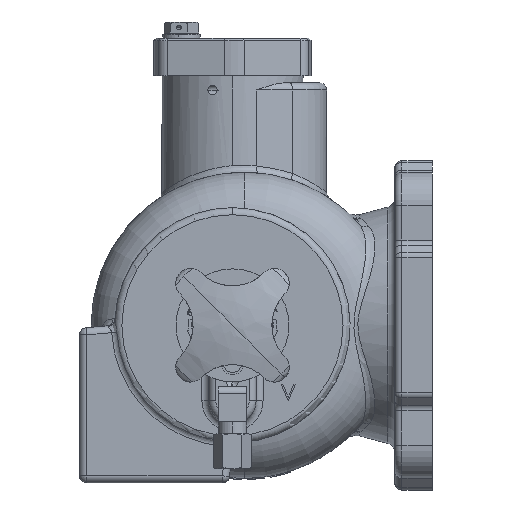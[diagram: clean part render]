
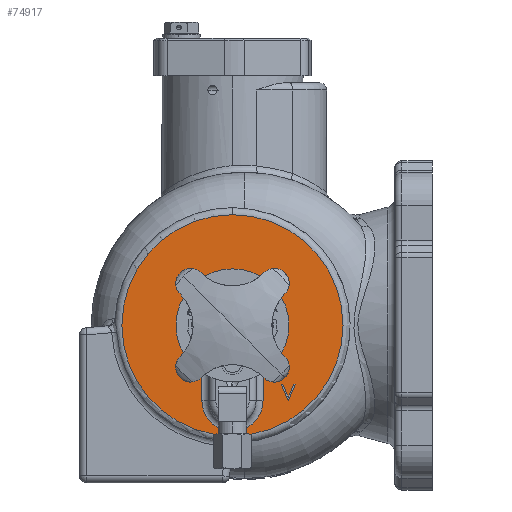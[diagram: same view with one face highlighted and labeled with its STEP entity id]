
A CAD part, left-side view. The second image highlights one B-rep face of the part: STEP entity #74917.
In plain terms, the highlighted planar face has unit normal (-1, 0, 0).
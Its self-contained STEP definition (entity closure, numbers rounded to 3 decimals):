
#5146 = CARTESIAN_POINT ( 'NONE',  ( -64., 0., -47. ) ) ;
#5194 = CARTESIAN_POINT ( 'NONE',  ( -64., 0., 20.243 ) ) ;
#7006 = EDGE_CURVE ( 'NONE', #54585, #54593, #13839, .T. ) ;
#7015 = EDGE_CURVE ( 'NONE', #54601, #54587, #13859, .T. ) ;
#7017 = EDGE_CURVE ( 'NONE', #54593, #54582, #13867, .T. ) ;
#7019 = EDGE_CURVE ( 'NONE', #54582, #54589, #13866, .T. ) ;
#7021 = EDGE_CURVE ( 'NONE', #54591, #54601, #13878, .T. ) ;
#7023 = EDGE_CURVE ( 'NONE', #54574, #52911, #13885, .T. ) ;
#7024 = EDGE_CURVE ( 'NONE', #54589, #54591, #13882, .T. ) ;
#7026 = EDGE_CURVE ( 'NONE', #53673, #54599, #13897, .T. ) ;
#7028 = EDGE_CURVE ( 'NONE', #54571, #54574, #13904, .T. ) ;
#7031 = EDGE_CURVE ( 'NONE', #54599, #54571, #13909, .T. ) ;
#7033 = EDGE_CURVE ( 'NONE', #53649, #54736, #13921, .T. ) ;
#7035 = EDGE_CURVE ( 'NONE', #54587, #54585, #13922, .T. ) ;
#7296 = PLANE ( 'NONE',  #35437 ) ;
#7297 = CARTESIAN_POINT ( 'NONE',  ( -64., 19., 0. ) ) ;
#7305 = DIRECTION ( 'NONE',  ( -1., 0., 0. ) ) ;
#7306 = DIRECTION ( 'NONE',  ( 0., 0., 1. ) ) ;
#13839 = LINE ( 'NONE', #46658, #13844 ) ;
#13844 = VECTOR ( 'NONE', #15767, 1000. ) ;
#13855 = VECTOR ( 'NONE', #66249, 1000. ) ;
#13856 = VECTOR ( 'NONE', #66275, 1000. ) ;
#13859 = LINE ( 'NONE', #66298, #13861 ) ;
#13861 = VECTOR ( 'NONE', #66296, 1000. ) ;
#13866 = LINE ( 'NONE', #66251, #13855 ) ;
#13867 = LINE ( 'NONE', #66226, #13868 ) ;
#13868 = VECTOR ( 'NONE', #66280, 1000. ) ;
#13878 = LINE ( 'NONE', #66242, #13880 ) ;
#13880 = VECTOR ( 'NONE', #66241, 1000. ) ;
#13882 = LINE ( 'NONE', #66237, #13888 ) ;
#13885 = LINE ( 'NONE', #66274, #13856 ) ;
#13888 = VECTOR ( 'NONE', #66279, 1000. ) ;
#13897 = CIRCLE ( 'NONE', #90407, 20.243 ) ;
#13901 = VECTOR ( 'NONE', #66309, 1000. ) ;
#13904 = CIRCLE ( 'NONE', #90398, 13. ) ;
#13909 = LINE ( 'NONE', #66554, #13901 ) ;
#13921 = CIRCLE ( 'NONE', #90408, 47. ) ;
#13922 = LINE ( 'NONE', #66190, #13924 ) ;
#13924 = VECTOR ( 'NONE', #66235, 1000. ) ;
#14175 = CARTESIAN_POINT ( 'NONE',  ( -64., 0., 0. ) ) ;
#14234 = DIRECTION ( 'NONE',  ( -1., 0., 0. ) ) ;
#14236 = DIRECTION ( 'NONE',  ( 0., 0., 1. ) ) ;
#14455 = CARTESIAN_POINT ( 'NONE',  ( -64., 0., 0. ) ) ;
#14459 = DIRECTION ( 'NONE',  ( 1., 0., 0. ) ) ;
#14461 = DIRECTION ( 'NONE',  ( 0., 0., 1. ) ) ;
#15767 = DIRECTION ( 'NONE',  ( 0., 0.39, -0.921 ) ) ;
#19795 = CARTESIAN_POINT ( 'NONE',  ( -64., -23.757, -32. ) ) ;
#19801 = CARTESIAN_POINT ( 'NONE',  ( -64., -13., -15.517 ) ) ;
#19815 = CARTESIAN_POINT ( 'NONE',  ( -64., -23.712, -30.516 ) ) ;
#19819 = CARTESIAN_POINT ( 'NONE',  ( -64., -23.667, -32. ) ) ;
#19823 = CARTESIAN_POINT ( 'NONE',  ( -64., -20.706, -25. ) ) ;
#19831 = CARTESIAN_POINT ( 'NONE',  ( -64., -26.718, -25. ) ) ;
#19839 = CARTESIAN_POINT ( 'NONE',  ( -64., -26.045, -25. ) ) ;
#19841 = CARTESIAN_POINT ( 'NONE',  ( -64., -21.379, -25. ) ) ;
#19855 = CARTESIAN_POINT ( 'NONE',  ( -64., 13., -32. ) ) ;
#19859 = CARTESIAN_POINT ( 'NONE',  ( -64., -13., -32. ) ) ;
#19958 = CARTESIAN_POINT ( 'NONE',  ( -64., 0., 47. ) ) ;
#21043 = CIRCLE ( 'NONE', #82507, 47. ) ;
#21164 = CIRCLE ( 'NONE', #82527, 20.243 ) ;
#27983 = CARTESIAN_POINT ( 'NONE',  ( -64., 13., -15.517 ) ) ;
#29424 = EDGE_LOOP ( 'NONE', ( #34586, #34170 ) ) ;
#29454 = EDGE_LOOP ( 'NONE', ( #34091, #34102, #76729, #34490, #34207 ) ) ;
#34091 = ORIENTED_EDGE ( 'NONE', *, *, #7028, .T. ) ;
#34102 = ORIENTED_EDGE ( 'NONE', *, *, #7023, .T. ) ;
#34170 = ORIENTED_EDGE ( 'NONE', *, *, #7033, .T. ) ;
#34172 = ORIENTED_EDGE ( 'NONE', *, *, #7024, .F. ) ;
#34193 = ORIENTED_EDGE ( 'NONE', *, *, #7021, .F. ) ;
#34207 = ORIENTED_EDGE ( 'NONE', *, *, #7031, .T. ) ;
#34231 = ORIENTED_EDGE ( 'NONE', *, *, #7017, .F. ) ;
#34329 = ORIENTED_EDGE ( 'NONE', *, *, #7019, .F. ) ;
#34347 = ORIENTED_EDGE ( 'NONE', *, *, #7035, .F. ) ;
#34383 = ORIENTED_EDGE ( 'NONE', *, *, #7006, .F. ) ;
#34490 = ORIENTED_EDGE ( 'NONE', *, *, #7026, .T. ) ;
#34586 = ORIENTED_EDGE ( 'NONE', *, *, #81697, .T. ) ;
#34624 = ORIENTED_EDGE ( 'NONE', *, *, #7015, .F. ) ;
#35437 = AXIS2_PLACEMENT_3D ( 'NONE', #7297, #7305, #7306 ) ;
#46658 = CARTESIAN_POINT ( 'NONE',  ( -64., -26.045, -25. ) ) ;
#52911 = VERTEX_POINT ( 'NONE', #27983 ) ;
#53649 = VERTEX_POINT ( 'NONE', #5146 ) ;
#53673 = VERTEX_POINT ( 'NONE', #5194 ) ;
#54571 = VERTEX_POINT ( 'NONE', #19859 ) ;
#54574 = VERTEX_POINT ( 'NONE', #19855 ) ;
#54582 = VERTEX_POINT ( 'NONE', #19841 ) ;
#54585 = VERTEX_POINT ( 'NONE', #19839 ) ;
#54587 = VERTEX_POINT ( 'NONE', #19831 ) ;
#54589 = VERTEX_POINT ( 'NONE', #19823 ) ;
#54591 = VERTEX_POINT ( 'NONE', #19819 ) ;
#54593 = VERTEX_POINT ( 'NONE', #19815 ) ;
#54599 = VERTEX_POINT ( 'NONE', #19801 ) ;
#54601 = VERTEX_POINT ( 'NONE', #19795 ) ;
#54736 = VERTEX_POINT ( 'NONE', #19958 ) ;
#66190 = CARTESIAN_POINT ( 'NONE',  ( -64., -26.718, -25. ) ) ;
#66216 = DIRECTION ( 'NONE',  ( 0., 0., 1. ) ) ;
#66226 = CARTESIAN_POINT ( 'NONE',  ( -64., -23.712, -30.516 ) ) ;
#66230 = CARTESIAN_POINT ( 'NONE',  ( -64., 0., 0. ) ) ;
#66235 = DIRECTION ( 'NONE',  ( 0., 1., 0. ) ) ;
#66237 = CARTESIAN_POINT ( 'NONE',  ( -64., -20.706, -25. ) ) ;
#66241 = DIRECTION ( 'NONE',  ( 0., -1., 0. ) ) ;
#66242 = CARTESIAN_POINT ( 'NONE',  ( -64., -23.667, -32. ) ) ;
#66249 = DIRECTION ( 'NONE',  ( 0., 1., 0. ) ) ;
#66251 = CARTESIAN_POINT ( 'NONE',  ( -64., -21.379, -25. ) ) ;
#66274 = CARTESIAN_POINT ( 'NONE',  ( -64., 13., 0. ) ) ;
#66275 = DIRECTION ( 'NONE',  ( 0., 0., 1. ) ) ;
#66279 = DIRECTION ( 'NONE',  ( 0., -0.39, -0.921 ) ) ;
#66280 = DIRECTION ( 'NONE',  ( 0., 0.39, 0.921 ) ) ;
#66292 = CARTESIAN_POINT ( 'NONE',  ( -64., 0., 0. ) ) ;
#66296 = DIRECTION ( 'NONE',  ( 0., -0.39, 0.921 ) ) ;
#66298 = CARTESIAN_POINT ( 'NONE',  ( -64., -23.757, -32. ) ) ;
#66309 = DIRECTION ( 'NONE',  ( 0., 0., -1. ) ) ;
#66404 = DIRECTION ( 'NONE',  ( 0., 0., 1. ) ) ;
#66406 = DIRECTION ( 'NONE',  ( -1., 0., 0. ) ) ;
#66483 = DIRECTION ( 'NONE',  ( 1., 0., 0. ) ) ;
#66501 = DIRECTION ( 'NONE',  ( 1., 0., 0. ) ) ;
#66554 = CARTESIAN_POINT ( 'NONE',  ( -64., -13., 0. ) ) ;
#66560 = CARTESIAN_POINT ( 'NONE',  ( -64., 0., -32. ) ) ;
#66561 = DIRECTION ( 'NONE',  ( 0., 0., 1. ) ) ;
#67050 = FACE_BOUND ( 'NONE', #29454, .T. ) ;
#67060 = FACE_OUTER_BOUND ( 'NONE', #29424, .T. ) ;
#67062 = FACE_BOUND ( 'NONE', #84512, .T. ) ;
#74917 = ADVANCED_FACE ( 'NONE', ( #67050, #67060, #67062 ), #7296, .T. ) ;
#76729 = ORIENTED_EDGE ( 'NONE', *, *, #81768, .T. ) ;
#81697 = EDGE_CURVE ( 'NONE', #54736, #53649, #21043, .T. ) ;
#81768 = EDGE_CURVE ( 'NONE', #52911, #53673, #21164, .T. ) ;
#82507 = AXIS2_PLACEMENT_3D ( 'NONE', #14175, #14234, #14236 ) ;
#82527 = AXIS2_PLACEMENT_3D ( 'NONE', #14455, #14459, #14461 ) ;
#84512 = EDGE_LOOP ( 'NONE', ( #34347, #34624, #34193, #34172, #34329, #34231, #34383 ) ) ;
#90398 = AXIS2_PLACEMENT_3D ( 'NONE', #66560, #66501, #66561 ) ;
#90407 = AXIS2_PLACEMENT_3D ( 'NONE', #66230, #66483, #66216 ) ;
#90408 = AXIS2_PLACEMENT_3D ( 'NONE', #66292, #66406, #66404 ) ;
